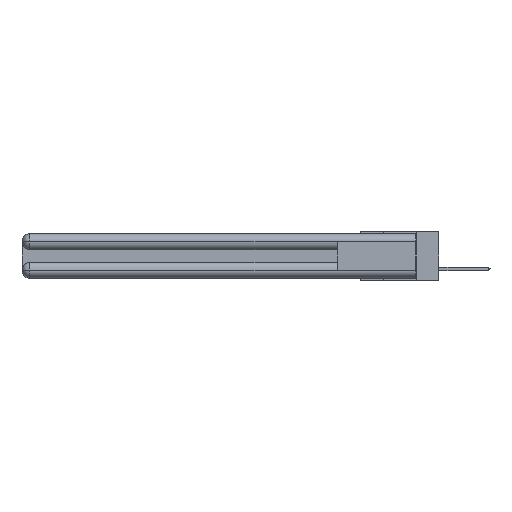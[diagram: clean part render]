
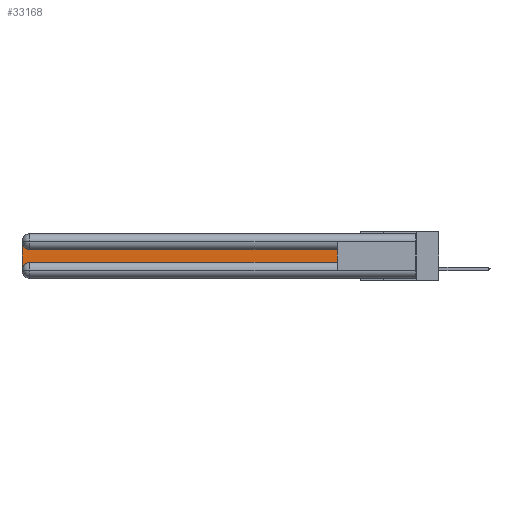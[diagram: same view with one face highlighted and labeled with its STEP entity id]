
A CAD part, left-side view. The second image highlights one B-rep face of the part: STEP entity #33168.
In plain terms, the highlighted planar face has unit normal (-1, 0, 0).
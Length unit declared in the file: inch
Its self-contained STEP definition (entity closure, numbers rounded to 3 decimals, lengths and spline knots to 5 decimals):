
#486 = VERTEX_POINT ( 'NONE', #32752 ) ;
#734 = CARTESIAN_POINT ( 'NONE',  ( 0.075, 0.6, -0.2175 ) ) ;
#989 = EDGE_LOOP ( 'NONE', ( #22397, #23069, #27904, #3744, #6640, #13467 ) ) ;
#1756 = VERTEX_POINT ( 'NONE', #29739 ) ;
#1881 = VECTOR ( 'NONE', #12229, 39.37008 ) ;
#2081 = LINE ( 'NONE', #21228, #28798 ) ;
#2419 = EDGE_CURVE ( 'NONE', #23405, #8968, #12278, .T. ) ;
#2995 = DIRECTION ( 'NONE',  ( 1., 0., 0. ) ) ;
#3744 = ORIENTED_EDGE ( 'NONE', *, *, #26351, .T. ) ;
#3760 = PLANE ( 'NONE',  #24798 ) ;
#5664 = LINE ( 'NONE', #734, #1881 ) ;
#6310 = CARTESIAN_POINT ( 'NONE',  ( 0.075, 2.94, -0.2775 ) ) ;
#6640 = ORIENTED_EDGE ( 'NONE', *, *, #18732, .T. ) ;
#7174 = CIRCLE ( 'NONE', #23970, 0.06 ) ;
#8079 = DIRECTION ( 'NONE',  ( 0., 0., 1. ) ) ;
#8185 = VECTOR ( 'NONE', #32533, 39.37008 ) ;
#8792 = DIRECTION ( 'NONE',  ( 0., 0., -1. ) ) ;
#8968 = VERTEX_POINT ( 'NONE', #23033 ) ;
#9190 = VERTEX_POINT ( 'NONE', #21202 ) ;
#11492 = CARTESIAN_POINT ( 'NONE',  ( 0.075, 0.6, -0.1225 ) ) ;
#12229 = DIRECTION ( 'NONE',  ( 0., -1., 0. ) ) ;
#12278 = LINE ( 'NONE', #15606, #20143 ) ;
#13467 = ORIENTED_EDGE ( 'NONE', *, *, #21138, .T. ) ;
#13594 = CARTESIAN_POINT ( 'NONE',  ( 0.075, 2.94, -0.0625 ) ) ;
#15003 = DIRECTION ( 'NONE',  ( 0., 0., -1. ) ) ;
#15606 = CARTESIAN_POINT ( 'NONE',  ( 0.075, 3., -0.2175 ) ) ;
#18125 = DIRECTION ( 'NONE',  ( 0., 0., -1. ) ) ;
#18732 = EDGE_CURVE ( 'NONE', #1756, #486, #5664, .T. ) ;
#19106 = EDGE_CURVE ( 'NONE', #19504, #9190, #22355, .T. ) ;
#19442 = CARTESIAN_POINT ( 'NONE',  ( 0.075, 0.6, -0.1225 ) ) ;
#19504 = VERTEX_POINT ( 'NONE', #19442 ) ;
#20143 = VECTOR ( 'NONE', #18125, 39.37008 ) ;
#20691 = DIRECTION ( 'NONE',  ( 0., 0., -1. ) ) ;
#21138 = EDGE_CURVE ( 'NONE', #486, #19504, #2081, .T. ) ;
#21167 = EDGE_CURVE ( 'NONE', #9190, #23405, #7174, .T. ) ;
#21202 = CARTESIAN_POINT ( 'NONE',  ( 0.075, 2.94, -0.1225 ) ) ;
#21228 = CARTESIAN_POINT ( 'NONE',  ( 0.075, 0.6, -0.2175 ) ) ;
#21648 = AXIS2_PLACEMENT_3D ( 'NONE', #6310, #24951, #20691 ) ;
#22339 = CARTESIAN_POINT ( 'NONE',  ( 0.075, 3., -0.1225 ) ) ;
#22355 = LINE ( 'NONE', #11492, #8185 ) ;
#22397 = ORIENTED_EDGE ( 'NONE', *, *, #19106, .T. ) ;
#23033 = CARTESIAN_POINT ( 'NONE',  ( 0.075, 3., -0.2775 ) ) ;
#23069 = ORIENTED_EDGE ( 'NONE', *, *, #21167, .T. ) ;
#23405 = VERTEX_POINT ( 'NONE', #27243 ) ;
#23970 = AXIS2_PLACEMENT_3D ( 'NONE', #13594, #2995, #8792 ) ;
#24075 = CIRCLE ( 'NONE', #21648, 0.06 ) ;
#24798 = AXIS2_PLACEMENT_3D ( 'NONE', #22339, #31038, #15003 ) ;
#24951 = DIRECTION ( 'NONE',  ( 1., 0., 0. ) ) ;
#26351 = EDGE_CURVE ( 'NONE', #8968, #1756, #24075, .T. ) ;
#27243 = CARTESIAN_POINT ( 'NONE',  ( 0.075, 3., -0.0625 ) ) ;
#27904 = ORIENTED_EDGE ( 'NONE', *, *, #2419, .T. ) ;
#28798 = VECTOR ( 'NONE', #8079, 39.37008 ) ;
#29739 = CARTESIAN_POINT ( 'NONE',  ( 0.075, 2.94, -0.2175 ) ) ;
#31038 = DIRECTION ( 'NONE',  ( 1., 0., 0. ) ) ;
#32533 = DIRECTION ( 'NONE',  ( 0., 1., 0. ) ) ;
#32752 = CARTESIAN_POINT ( 'NONE',  ( 0.075, 0.6, -0.2175 ) ) ;
#33168 = ADVANCED_FACE ( 'NONE', ( #34339 ), #3760, .F. ) ;
#34339 = FACE_OUTER_BOUND ( 'NONE', #989, .T. ) ;
